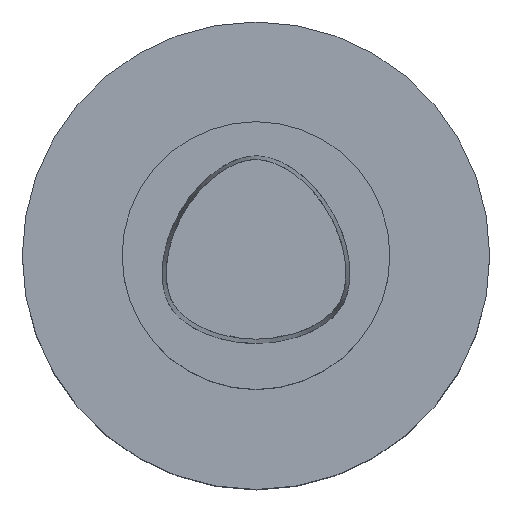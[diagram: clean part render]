
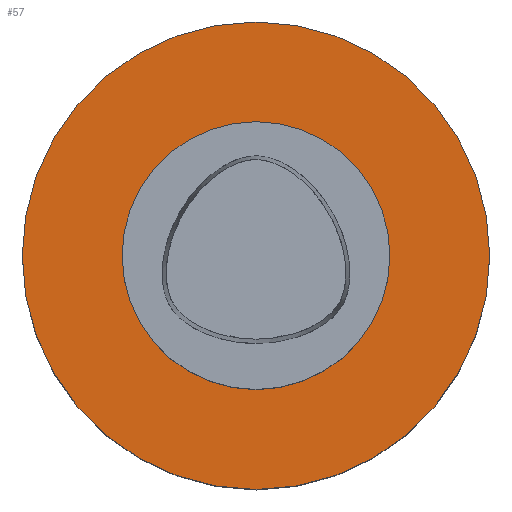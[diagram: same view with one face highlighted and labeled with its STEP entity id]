
A CAD part, top view. The second image highlights one B-rep face of the part: STEP entity #57.
In plain terms, the highlighted planar face has unit normal (0, 0, 1).
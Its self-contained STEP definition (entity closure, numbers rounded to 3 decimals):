
#57=ADVANCED_FACE('',(#69,#70),#65,.F.);
#65=PLANE('',#168);
#69=FACE_BOUND('',#80,.T.);
#70=FACE_BOUND('',#81,.T.);
#80=EDGE_LOOP('',(#94));
#81=EDGE_LOOP('',(#95));
#94=ORIENTED_EDGE('',*,*,#127,.T.);
#95=ORIENTED_EDGE('',*,*,#128,.F.);
#116=VERTEX_POINT('',#212);
#117=VERTEX_POINT('',#214);
#127=EDGE_CURVE('',#116,#116,#138,.T.);
#128=EDGE_CURVE('',#117,#117,#139,.T.);
#138=CIRCLE('',#166,55.);
#139=CIRCLE('',#167,31.5);
#166=AXIS2_PLACEMENT_3D('',#211,#184,#185);
#167=AXIS2_PLACEMENT_3D('',#213,#186,#187);
#168=AXIS2_PLACEMENT_3D('',#215,#188,#189);
#184=DIRECTION('',(0.,0.,1.));
#185=DIRECTION('',(0.,-1.,0.));
#186=DIRECTION('',(0.,0.,1.));
#187=DIRECTION('',(-1.,0.,0.));
#188=DIRECTION('',(0.,0.,-1.));
#189=DIRECTION('',(0.,-1.,0.));
#211=CARTESIAN_POINT('',(0.,0.,-22.));
#212=CARTESIAN_POINT('',(0.,55.,-22.));
#213=CARTESIAN_POINT('',(0.,0.,-22.));
#214=CARTESIAN_POINT('',(-31.5,0.,-22.));
#215=CARTESIAN_POINT('',(0.,0.,-22.));
